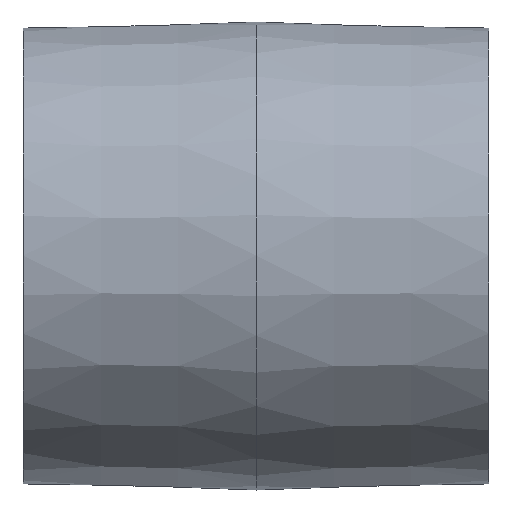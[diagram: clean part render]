
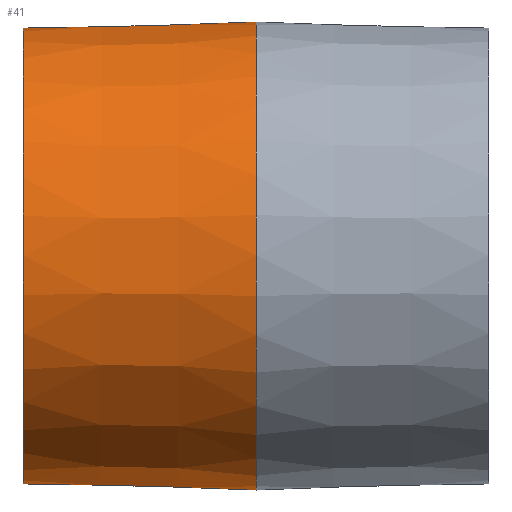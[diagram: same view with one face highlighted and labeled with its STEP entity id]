
A CAD part, top view. The second image highlights one B-rep face of the part: STEP entity #41.
In plain terms, the highlighted conical face has half-angle 1.492 degrees and reference radius 21.6 mm.
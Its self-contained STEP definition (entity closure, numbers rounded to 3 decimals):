
#41 = ADVANCED_FACE( '', ( #84, #85 ), #86, .T. );
#84 = FACE_BOUND( '', #127, .T. );
#85 = FACE_OUTER_BOUND( '', #128, .T. );
#86 = CONICAL_SURFACE( '', #129, 21.6, 0.026 );
#127 = EDGE_LOOP( '', ( #172 ) );
#128 = EDGE_LOOP( '', ( #173 ) );
#129 = AXIS2_PLACEMENT_3D( '', #174, #175, #176 );
#172 = ORIENTED_EDGE( '', *, *, #212, .T. );
#173 = ORIENTED_EDGE( '', *, *, #208, .F. );
#174 = CARTESIAN_POINT( '', ( -1.5, 0., 0. ) );
#175 = DIRECTION( '', ( 1., 0., 0. ) );
#176 = DIRECTION( '', ( 0., 0., -1. ) );
#208 = EDGE_CURVE( '', #230, #230, #231, .T. );
#212 = EDGE_CURVE( '', #237, #237, #238, .T. );
#230 = VERTEX_POINT( '', #257 );
#231 = CIRCLE( '', #258, 21.6 );
#237 = VERTEX_POINT( '', #264 );
#238 = CIRCLE( '', #265, 21.04 );
#257 = CARTESIAN_POINT( '', ( -1.5, 0., -21.6 ) );
#258 = AXIS2_PLACEMENT_3D( '', #285, #286, #287 );
#264 = CARTESIAN_POINT( '', ( -23., 0., -21.04 ) );
#265 = AXIS2_PLACEMENT_3D( '', #294, #295, #296 );
#285 = CARTESIAN_POINT( '', ( -1.5, 0., 0. ) );
#286 = DIRECTION( '', ( 1., 0., 0. ) );
#287 = DIRECTION( '', ( 0., 0., -1. ) );
#294 = CARTESIAN_POINT( '', ( -23., 0., 0. ) );
#295 = DIRECTION( '', ( 1., 0., 0. ) );
#296 = DIRECTION( '', ( 0., 0., -1. ) );
